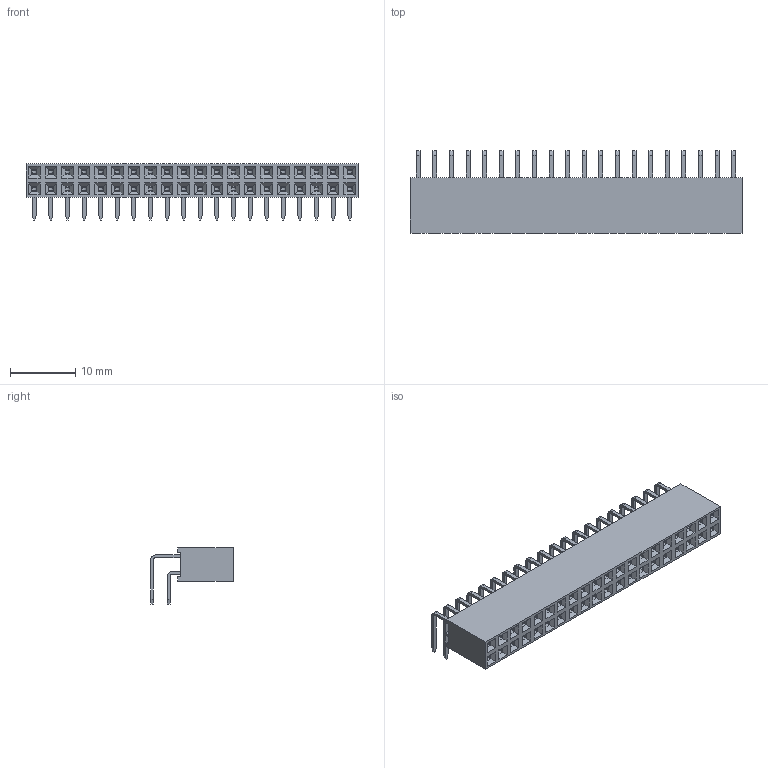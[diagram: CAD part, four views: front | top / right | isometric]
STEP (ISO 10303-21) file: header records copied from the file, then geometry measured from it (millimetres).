
FILE_DESCRIPTION(('STEP AP214'), '1');
FILE_NAME('PBD-R', '', ('UNSPECIFIED'), ('UNSPECIFIED'), 'ASCON STEP Converter 1.6', 'ASCON Math Kernel', '');
FILE_SCHEMA(('AUTOMOTIVE_DESIGN { 1 0 10303 214 3 1 1}'));
Length unit declared in the file: millimetre
Bounding box: 50.8 x 12.6 x 8.58 mm (x, y, z)
Volume: 1974.5 mm3; surface area: 3693.8 mm2
Topology: 1 solids, 1 shells, 2330 faces, 6424 edges, 4016 vertices
Faces by surface type: plane 1970, cylinder 360
Entity records: 91368 total; most frequent: ORIENTED_EDGE 12848, CARTESIAN_POINT 12771, DIRECTION 11966, EDGE_CURVE 6424, LINE 5544, VECTOR 5544, VERTEX_POINT 4016, AXIS2_PLACEMENT_3D 3211
